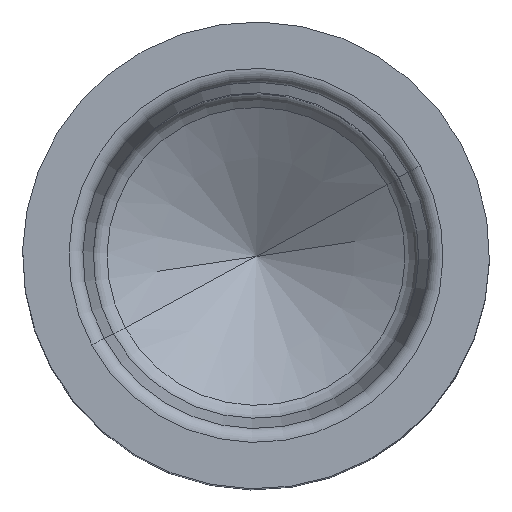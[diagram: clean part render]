
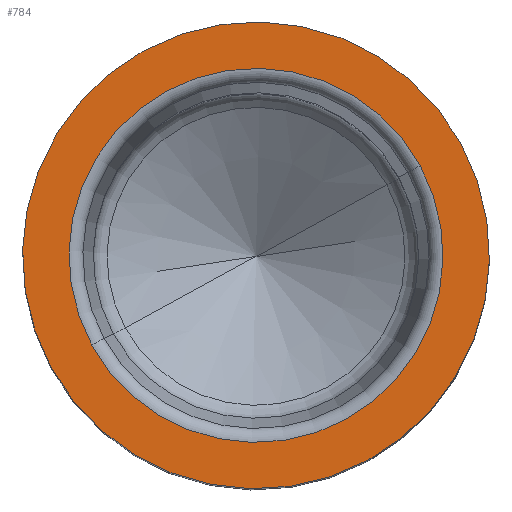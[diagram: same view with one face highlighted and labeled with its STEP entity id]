
A CAD part, top view. The second image highlights one B-rep face of the part: STEP entity #784.
In plain terms, the highlighted planar face has unit normal (0, 0, 1).
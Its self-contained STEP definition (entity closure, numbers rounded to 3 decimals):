
#392=AXIS2_PLACEMENT_3D('Circle Axis2P3D',#390,#391,$) ;
#411=AXIS2_PLACEMENT_3D('Circle Axis2P3D',#409,#410,$) ;
#428=AXIS2_PLACEMENT_3D('Circle Axis2P3D',#426,#427,$) ;
#769=AXIS2_PLACEMENT_3D('Plane Axis2P3D',#766,#767,#768) ;
#773=AXIS2_PLACEMENT_3D('Circle Axis2P3D',#771,#772,$) ;
#387=CARTESIAN_POINT('Vertex',(2.449,5.081,49.1)) ;
#390=CARTESIAN_POINT('Axis2P3D Location',(8.25,8.25,49.1)) ;
#394=CARTESIAN_POINT('Vertex',(14.051,11.419,49.1)) ;
#409=CARTESIAN_POINT('Axis2P3D Location',(8.25,8.25,49.1)) ;
#426=CARTESIAN_POINT('Axis2P3D Location',(8.25,8.25,49.1)) ;
#430=CARTESIAN_POINT('Vertex',(1.01,4.295,49.1)) ;
#432=CARTESIAN_POINT('Vertex',(15.49,12.205,49.1)) ;
#766=CARTESIAN_POINT('Axis2P3D Location',(1.64,8.25,49.1)) ;
#771=CARTESIAN_POINT('Axis2P3D Location',(8.25,8.25,49.1)) ;
#391=DIRECTION('Axis2P3D Direction',(0.,0.,1.)) ;
#410=DIRECTION('Axis2P3D Direction',(0.,0.,1.)) ;
#427=DIRECTION('Axis2P3D Direction',(0.,0.,1.)) ;
#767=DIRECTION('Axis2P3D Direction',(0.,0.,1.)) ;
#768=DIRECTION('Axis2P3D XDirection',(1.,0.,0.)) ;
#772=DIRECTION('Axis2P3D Direction',(0.,0.,1.)) ;
#777=ORIENTED_EDGE('',*,*,#775,.T.) ;
#778=ORIENTED_EDGE('',*,*,#434,.T.) ;
#781=ORIENTED_EDGE('',*,*,#396,.F.) ;
#782=ORIENTED_EDGE('',*,*,#413,.F.) ;
#783=FACE_BOUND('',#780,.T.) ;
#784=ADVANCED_FACE('KOSF_70MM_200A',(#779,#783),#770,.T.) ;
#393=CIRCLE('generated circle',#392,6.61) ;
#412=CIRCLE('generated circle',#411,6.61) ;
#429=CIRCLE('generated circle',#428,8.25) ;
#774=CIRCLE('generated circle',#773,8.25) ;
#396=EDGE_CURVE('',#388,#395,#393,.T.) ;
#413=EDGE_CURVE('',#395,#388,#412,.T.) ;
#434=EDGE_CURVE('',#431,#433,#429,.T.) ;
#775=EDGE_CURVE('',#433,#431,#774,.T.) ;
#776=EDGE_LOOP('',(#777,#778)) ;
#780=EDGE_LOOP('',(#781,#782)) ;
#779=FACE_OUTER_BOUND('',#776,.T.) ;
#770=PLANE('',#769) ;
#388=VERTEX_POINT('',#387) ;
#395=VERTEX_POINT('',#394) ;
#431=VERTEX_POINT('',#430) ;
#433=VERTEX_POINT('',#432) ;
